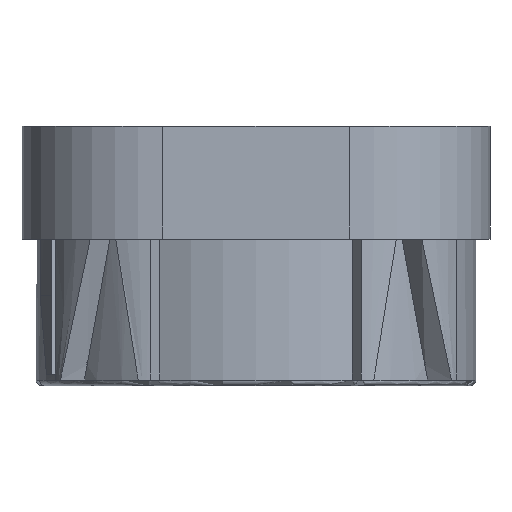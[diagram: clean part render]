
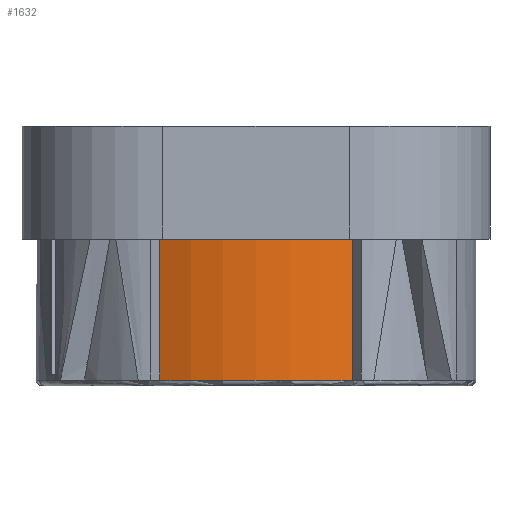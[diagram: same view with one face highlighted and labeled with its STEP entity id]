
A CAD part, front view. The second image highlights one B-rep face of the part: STEP entity #1632.
In plain terms, the highlighted cylindrical face has radius 39 mm (diameter 78 mm), a partial arc.
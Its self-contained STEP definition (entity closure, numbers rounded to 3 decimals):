
#449 = EDGE_CURVE ( 'NONE', #2839, #3660, #524, .T. ) ;
#524 = CIRCLE ( 'NONE', #4645, 39. ) ;
#651 = EDGE_CURVE ( 'NONE', #3660, #1726, #5131, .T. ) ;
#778 = EDGE_LOOP ( 'NONE', ( #2526, #3273, #823, #3149 ) ) ;
#823 = ORIENTED_EDGE ( 'NONE', *, *, #651, .T. ) ;
#1088 = LINE ( 'NONE', #3089, #4863 ) ;
#1103 = EDGE_CURVE ( 'NONE', #1726, #4105, #6036, .T. ) ;
#1280 = DIRECTION ( 'NONE',  ( 0., 0., -1. ) ) ;
#1632 = ADVANCED_FACE ( 'NONE', ( #2269 ), #3757, .T. ) ;
#1726 = VERTEX_POINT ( 'NONE', #6267 ) ;
#1879 = CARTESIAN_POINT ( 'NONE',  ( 17.08, -35.061, 0. ) ) ;
#1914 = CARTESIAN_POINT ( 'NONE',  ( 0., 0., -26. ) ) ;
#2104 = AXIS2_PLACEMENT_3D ( 'NONE', #1914, #3359, #2857 ) ;
#2269 = FACE_OUTER_BOUND ( 'NONE', #778, .T. ) ;
#2526 = ORIENTED_EDGE ( 'NONE', *, *, #4837, .F. ) ;
#2823 = DIRECTION ( 'NONE',  ( 0., 0., 1. ) ) ;
#2839 = VERTEX_POINT ( 'NONE', #1879 ) ;
#2857 = DIRECTION ( 'NONE',  ( 1., 0., 0. ) ) ;
#2934 = DIRECTION ( 'NONE',  ( 0., 0., -1. ) ) ;
#3089 = CARTESIAN_POINT ( 'NONE',  ( 17.08, -35.061, -12.5 ) ) ;
#3149 = ORIENTED_EDGE ( 'NONE', *, *, #1103, .T. ) ;
#3211 = DIRECTION ( 'NONE',  ( 1., 0., 0. ) ) ;
#3273 = ORIENTED_EDGE ( 'NONE', *, *, #449, .T. ) ;
#3359 = DIRECTION ( 'NONE',  ( 0., 0., 1. ) ) ;
#3660 = VERTEX_POINT ( 'NONE', #4533 ) ;
#3757 = CYLINDRICAL_SURFACE ( 'NONE', #2104, 39. ) ;
#3782 = CARTESIAN_POINT ( 'NONE',  ( 0., 0., -25. ) ) ;
#3914 = CARTESIAN_POINT ( 'NONE',  ( 17.08, -35.061, -25. ) ) ;
#4105 = VERTEX_POINT ( 'NONE', #3914 ) ;
#4169 = CARTESIAN_POINT ( 'NONE',  ( 0., 0., 0. ) ) ;
#4299 = VECTOR ( 'NONE', #2934, 1000. ) ;
#4533 = CARTESIAN_POINT ( 'NONE',  ( -17.08, -35.061, 0. ) ) ;
#4645 = AXIS2_PLACEMENT_3D ( 'NONE', #4169, #1280, #3211 ) ;
#4837 = EDGE_CURVE ( 'NONE', #2839, #4105, #1088, .T. ) ;
#4863 = VECTOR ( 'NONE', #6015, 1000. ) ;
#5131 = LINE ( 'NONE', #5283, #4299 ) ;
#5283 = CARTESIAN_POINT ( 'NONE',  ( -17.08, -35.061, -12.5 ) ) ;
#5897 = AXIS2_PLACEMENT_3D ( 'NONE', #3782, #2823, #6192 ) ;
#6015 = DIRECTION ( 'NONE',  ( 0., 0., -1. ) ) ;
#6036 = CIRCLE ( 'NONE', #5897, 39. ) ;
#6192 = DIRECTION ( 'NONE',  ( -1., 0., 0. ) ) ;
#6267 = CARTESIAN_POINT ( 'NONE',  ( -17.08, -35.061, -25. ) ) ;
